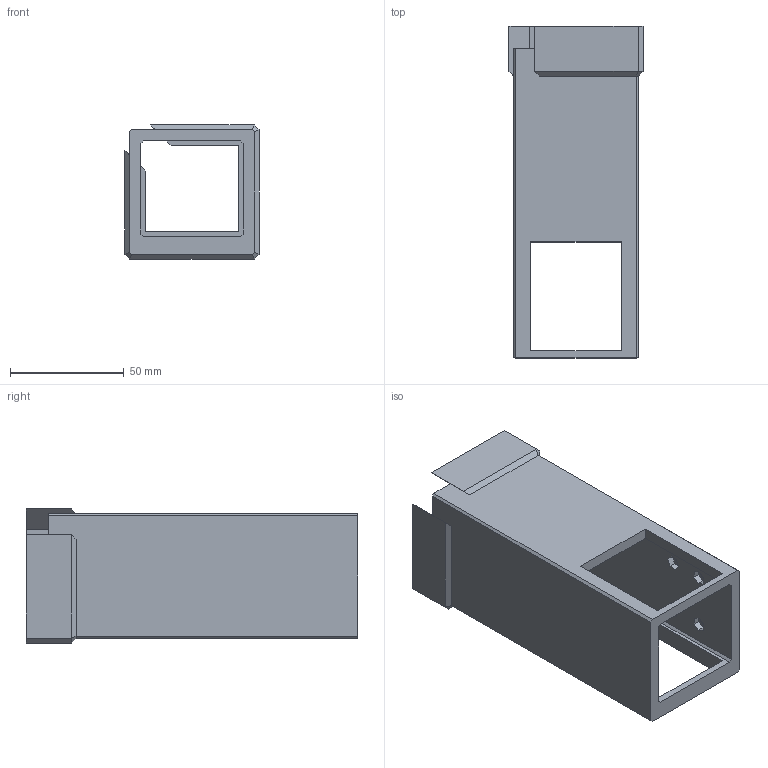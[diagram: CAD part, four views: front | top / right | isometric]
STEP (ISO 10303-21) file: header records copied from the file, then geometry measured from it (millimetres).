
FILE_DESCRIPTION (( 'STEP AP214' ), '1' );
FILE_NAME ('feeder tube v3.STEP', '2025-04-02T10:10:45', ( '' ), ( '' ), 'SwSTEP 2.0', 'SolidWorks 2024', '' );
FILE_SCHEMA (( 'AUTOMOTIVE_DESIGN' ));
Length unit declared in the file: millimetre
Products named in the file (1): feeder tube v3
Bounding box: 59 x 146 x 59 mm (x, y, z)
Volume: 136561.7 mm3; surface area: 52972.9 mm2
Topology: 1 solids, 1 shells, 157 faces, 411 edges, 270 vertices
Faces by surface type: plane 137, cylinder 20
Entity records: 4804 total; most frequent: CARTESIAN_POINT 839, ORIENTED_EDGE 822, DIRECTION 767, EDGE_CURVE 411, LINE 371, VECTOR 371, VERTEX_POINT 270, AXIS2_PLACEMENT_3D 198
